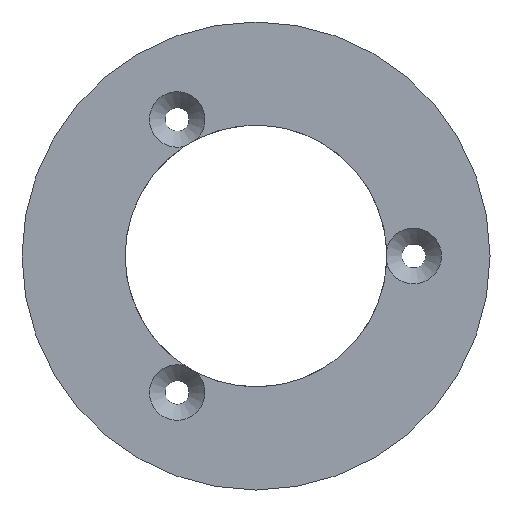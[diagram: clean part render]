
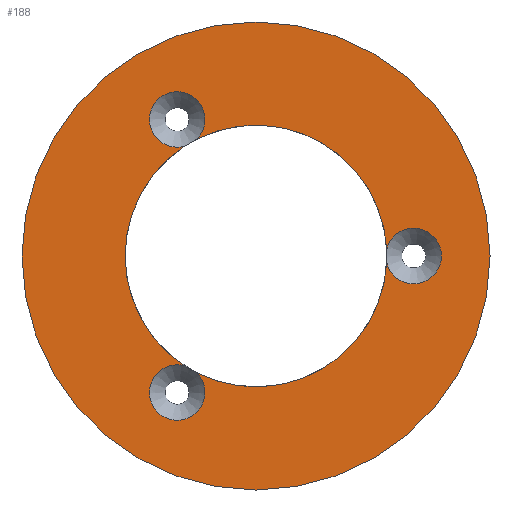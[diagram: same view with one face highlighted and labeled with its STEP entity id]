
A CAD part, front view. The second image highlights one B-rep face of the part: STEP entity #188.
In plain terms, the highlighted planar face has unit normal (0, -1, 0).
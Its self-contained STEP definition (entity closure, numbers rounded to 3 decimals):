
#16=PLANE('',#219);
#37=FACE_BOUND('',#78,.T.);
#52=FACE_OUTER_BOUND('',#77,.T.);
#77=EDGE_LOOP('',(#166));
#78=EDGE_LOOP('',(#167,#168,#169,#170,#171,#172));
#82=CIRCLE('',#194,3.5);
#84=CIRCLE('',#197,3.5);
#86=CIRCLE('',#200,3.5);
#88=CIRCLE('',#203,16.5);
#89=CIRCLE('',#204,16.5);
#90=CIRCLE('',#205,16.5);
#97=CIRCLE('',#218,29.5);
#99=VERTEX_POINT('',#285);
#100=VERTEX_POINT('',#286);
#102=VERTEX_POINT('',#297);
#103=VERTEX_POINT('',#298);
#105=VERTEX_POINT('',#309);
#106=VERTEX_POINT('',#310);
#114=VERTEX_POINT('',#342);
#117=EDGE_CURVE('',#99,#100,#82,.T.);
#120=EDGE_CURVE('',#102,#103,#84,.T.);
#123=EDGE_CURVE('',#105,#106,#86,.T.);
#125=EDGE_CURVE('',#103,#99,#88,.T.);
#126=EDGE_CURVE('',#106,#102,#89,.T.);
#127=EDGE_CURVE('',#100,#105,#90,.T.);
#134=EDGE_CURVE('',#114,#114,#97,.T.);
#166=ORIENTED_EDGE('',*,*,#134,.T.);
#167=ORIENTED_EDGE('',*,*,#117,.T.);
#168=ORIENTED_EDGE('',*,*,#127,.T.);
#169=ORIENTED_EDGE('',*,*,#123,.T.);
#170=ORIENTED_EDGE('',*,*,#126,.T.);
#171=ORIENTED_EDGE('',*,*,#120,.T.);
#172=ORIENTED_EDGE('',*,*,#125,.T.);
#188=ADVANCED_FACE('',(#52,#37),#16,.F.);
#194=AXIS2_PLACEMENT_3D('',#293,#227,#228);
#197=AXIS2_PLACEMENT_3D('',#305,#233,#234);
#200=AXIS2_PLACEMENT_3D('',#317,#239,#240);
#203=AXIS2_PLACEMENT_3D('',#321,#245,#246);
#204=AXIS2_PLACEMENT_3D('',#322,#247,#248);
#205=AXIS2_PLACEMENT_3D('',#323,#249,#250);
#218=AXIS2_PLACEMENT_3D('',#343,#275,#276);
#219=AXIS2_PLACEMENT_3D('',#344,#277,#278);
#227=DIRECTION('center_axis',(0.,1.,0.));
#228=DIRECTION('ref_axis',(1.,0.,0.));
#233=DIRECTION('center_axis',(0.,1.,0.));
#234=DIRECTION('ref_axis',(1.,0.,0.));
#239=DIRECTION('center_axis',(0.,1.,0.));
#240=DIRECTION('ref_axis',(1.,0.,0.));
#245=DIRECTION('center_axis',(0.,1.,0.));
#246=DIRECTION('ref_axis',(-1.,0.,0.));
#247=DIRECTION('center_axis',(0.,1.,0.));
#248=DIRECTION('ref_axis',(-1.,0.,0.));
#249=DIRECTION('center_axis',(0.,1.,0.));
#250=DIRECTION('ref_axis',(-1.,0.,0.));
#275=DIRECTION('center_axis',(0.,-1.,0.));
#276=DIRECTION('ref_axis',(1.,0.,0.));
#277=DIRECTION('center_axis',(0.,1.,0.));
#278=DIRECTION('ref_axis',(0.,0.,1.));
#285=CARTESIAN_POINT('',(16.478,0.,0.844));
#286=CARTESIAN_POINT('',(16.478,0.,-0.844));
#293=CARTESIAN_POINT('Origin',(19.875,0.,0.));
#297=CARTESIAN_POINT('',(-8.97,0.,13.849));
#298=CARTESIAN_POINT('',(-7.508,0.,14.693));
#305=CARTESIAN_POINT('Origin',(-9.938,0.,17.212));
#309=CARTESIAN_POINT('',(-7.508,0.,-14.693));
#310=CARTESIAN_POINT('',(-8.97,0.,-13.849));
#317=CARTESIAN_POINT('Origin',(-9.938,0.,-17.212));
#321=CARTESIAN_POINT('Origin',(0.,0.,0.));
#322=CARTESIAN_POINT('Origin',(0.,0.,0.));
#323=CARTESIAN_POINT('Origin',(0.,0.,0.));
#342=CARTESIAN_POINT('',(-29.5,0.,0.));
#343=CARTESIAN_POINT('Origin',(0.,0.,0.));
#344=CARTESIAN_POINT('Origin',(0.,0.,0.));
